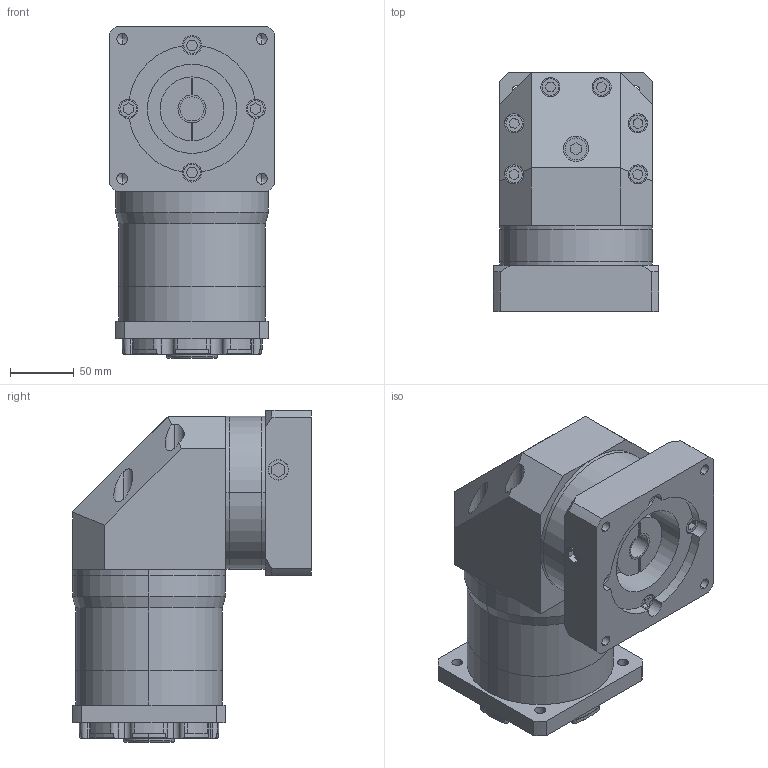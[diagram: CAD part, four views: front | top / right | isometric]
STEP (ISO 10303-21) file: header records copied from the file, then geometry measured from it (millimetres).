
FILE_DESCRIPTION (( 'STEP AP214' ), '1' );
FILE_NAME ('VGZK115双级模型（19-55 100-5 4-11-109.6-109.6）.STEP', '2019-01-10T06:54:34', ( 'Windows' ), ( 'Microsoft' ), 'SwSTEP 2.0', 'SolidWorks 2016', '' );
FILE_SCHEMA (( 'AUTOMOTIVE_DESIGN' ));
Length unit declared in the file: millimetre
Products named in the file (1): VGZK115双级模型（19-55 100-5 4-11-109.6-109.6）
Bounding box: 130 x 187.5 x 260.5 mm (x, y, z)
Volume: 3422282.1 mm3; surface area: 357293.4 mm2
Topology: 23 solids, 23 shells, 503 faces, 1216 edges, 799 vertices
Faces by surface type: plane 276, cylinder 202, cone 14, torus 11
Entity records: 15257 total; most frequent: CARTESIAN_POINT 2705, DIRECTION 2630, ORIENTED_EDGE 2416, EDGE_CURVE 1208, AXIS2_PLACEMENT_3D 962, VERTEX_POINT 799, VECTOR 706, LINE 706
